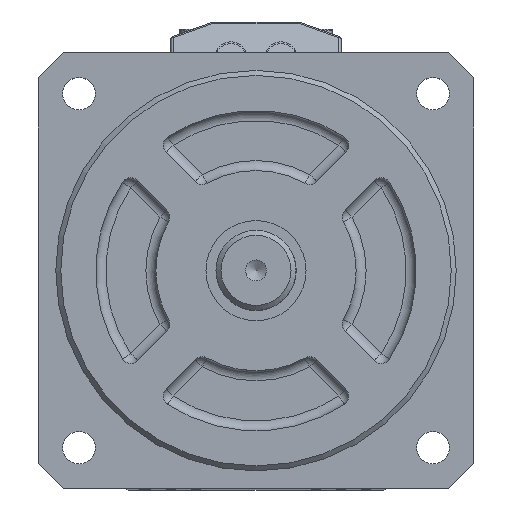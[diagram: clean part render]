
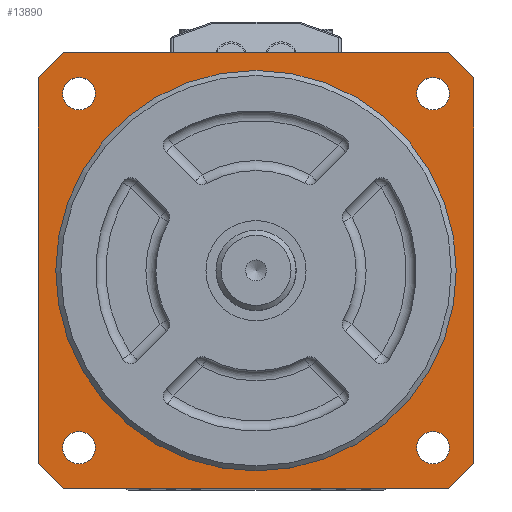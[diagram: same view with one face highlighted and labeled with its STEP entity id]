
A CAD part, top view. The second image highlights one B-rep face of the part: STEP entity #13890.
In plain terms, the highlighted planar face has unit normal (0, 0, 1).
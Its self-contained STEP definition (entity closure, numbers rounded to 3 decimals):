
#79 = CARTESIAN_POINT ( 'NONE',  ( -78.562, -197.479, -159.493 ) ) ;
#113 = ORIENTED_EDGE ( 'NONE', *, *, #8517, .T. ) ;
#138 = VERTEX_POINT ( 'NONE', #5790 ) ;
#255 = CARTESIAN_POINT ( 'NONE',  ( -0.062, -240.979, -159.493 ) ) ;
#429 = VECTOR ( 'NONE', #6514, 1000. ) ;
#511 = ORIENTED_EDGE ( 'NONE', *, *, #2275, .F. ) ;
#703 = VERTEX_POINT ( 'NONE', #15873 ) ;
#747 = DIRECTION ( 'NONE',  ( 1., 0., 0. ) ) ;
#810 = VERTEX_POINT ( 'NONE', #13410 ) ;
#1220 = CARTESIAN_POINT ( 'NONE',  ( -75.418, -276.335, -159.493 ) ) ;
#1262 = DIRECTION ( 'NONE',  ( 0., -1., 0. ) ) ;
#1379 = DIRECTION ( 'NONE',  ( 0., 1., 0. ) ) ;
#1550 = LINE ( 'NONE', #4078, #14658 ) ;
#1734 = CARTESIAN_POINT ( 'NONE',  ( -78.562, -284.479, -159.493 ) ) ;
#1847 = AXIS2_PLACEMENT_3D ( 'NONE', #3653, #11762, #13108 ) ;
#1848 = ORIENTED_EDGE ( 'NONE', *, *, #3451, .F. ) ;
#1982 = ORIENTED_EDGE ( 'NONE', *, *, #3893, .T. ) ;
#2184 = CARTESIAN_POINT ( 'NONE',  ( -4.707, -205.624, -159.493 ) ) ;
#2275 = EDGE_CURVE ( 'NONE', #16970, #16970, #16214, .T. ) ;
#2411 = EDGE_LOOP ( 'NONE', ( #3038 ) ) ;
#2488 = EDGE_CURVE ( 'NONE', #138, #703, #4421, .T. ) ;
#2561 = CARTESIAN_POINT ( 'NONE',  ( -83.562, -202.479, -159.493 ) ) ;
#2608 = CARTESIAN_POINT ( 'NONE',  ( -83.562, -202.479, -159.493 ) ) ;
#2771 = FACE_BOUND ( 'NONE', #14248, .T. ) ;
#2837 = LINE ( 'NONE', #8343, #15462 ) ;
#3038 = ORIENTED_EDGE ( 'NONE', *, *, #4845, .F. ) ;
#3113 = ORIENTED_EDGE ( 'NONE', *, *, #3472, .F. ) ;
#3135 = VERTEX_POINT ( 'NONE', #15322 ) ;
#3269 = DIRECTION ( 'NONE',  ( 0.707, 0.707, 0. ) ) ;
#3451 = EDGE_CURVE ( 'NONE', #5835, #5835, #11070, .T. ) ;
#3453 = LINE ( 'NONE', #14541, #429 ) ;
#3472 = EDGE_CURVE ( 'NONE', #4577, #4577, #7323, .T. ) ;
#3606 = CIRCLE ( 'NONE', #13399, 3.25 ) ;
#3622 = EDGE_CURVE ( 'NONE', #703, #15798, #3453, .T. ) ;
#3653 = CARTESIAN_POINT ( 'NONE',  ( -75.418, -205.624, -159.493 ) ) ;
#3750 = DIRECTION ( 'NONE',  ( -0.707, -0.707, 0. ) ) ;
#3792 = CARTESIAN_POINT ( 'NONE',  ( -40.062, -240.979, -159.493 ) ) ;
#3853 = FACE_BOUND ( 'NONE', #10415, .T. ) ;
#3893 = EDGE_CURVE ( 'NONE', #9572, #810, #17281, .T. ) ;
#4078 = CARTESIAN_POINT ( 'NONE',  ( 3.438, -202.479, -159.493 ) ) ;
#4369 = VERTEX_POINT ( 'NONE', #17184 ) ;
#4421 = LINE ( 'NONE', #2608, #17114 ) ;
#4577 = VERTEX_POINT ( 'NONE', #10161 ) ;
#4629 = DIRECTION ( 'NONE',  ( -0.707, 0.707, 0. ) ) ;
#4648 = ORIENTED_EDGE ( 'NONE', *, *, #9085, .T. ) ;
#4765 = EDGE_LOOP ( 'NONE', ( #113, #9408, #6019, #4648, #15320, #6812, #1982, #14454 ) ) ;
#4845 = EDGE_CURVE ( 'NONE', #8544, #8544, #3606, .T. ) ;
#4886 = CARTESIAN_POINT ( 'NONE',  ( -1.562, -197.479, -159.493 ) ) ;
#5062 = DIRECTION ( 'NONE',  ( 0., 0., 1. ) ) ;
#5210 = CARTESIAN_POINT ( 'NONE',  ( 0., 0., -159.493 ) ) ;
#5300 = AXIS2_PLACEMENT_3D ( 'NONE', #14465, #9048, #15845 ) ;
#5379 = DIRECTION ( 'NONE',  ( 0., 0., 1. ) ) ;
#5439 = LINE ( 'NONE', #12551, #8614 ) ;
#5450 = EDGE_CURVE ( 'NONE', #4369, #11647, #2837, .T. ) ;
#5472 = DIRECTION ( 'NONE',  ( 1., 0., 0. ) ) ;
#5476 = VERTEX_POINT ( 'NONE', #7509 ) ;
#5574 = FACE_BOUND ( 'NONE', #6859, .T. ) ;
#5759 = CARTESIAN_POINT ( 'NONE',  ( -72.168, -276.335, -159.493 ) ) ;
#5790 = CARTESIAN_POINT ( 'NONE',  ( -83.562, -202.479, -159.493 ) ) ;
#5835 = VERTEX_POINT ( 'NONE', #7275 ) ;
#6019 = ORIENTED_EDGE ( 'NONE', *, *, #3622, .T. ) ;
#6289 = CIRCLE ( 'NONE', #10614, 3.25 ) ;
#6514 = DIRECTION ( 'NONE',  ( 0.707, -0.707, 0. ) ) ;
#6812 = ORIENTED_EDGE ( 'NONE', *, *, #16979, .T. ) ;
#6859 = EDGE_LOOP ( 'NONE', ( #6867 ) ) ;
#6867 = ORIENTED_EDGE ( 'NONE', *, *, #8750, .F. ) ;
#7275 = CARTESIAN_POINT ( 'NONE',  ( -1.457, -276.335, -159.493 ) ) ;
#7321 = EDGE_CURVE ( 'NONE', #810, #5476, #8468, .T. ) ;
#7323 = CIRCLE ( 'NONE', #1847, 3.25 ) ;
#7509 = CARTESIAN_POINT ( 'NONE',  ( -78.562, -197.479, -159.493 ) ) ;
#8005 = FACE_OUTER_BOUND ( 'NONE', #4765, .T. ) ;
#8283 = FACE_BOUND ( 'NONE', #10650, .T. ) ;
#8343 = CARTESIAN_POINT ( 'NONE',  ( 3.438, -279.479, -159.493 ) ) ;
#8468 = LINE ( 'NONE', #79, #13439 ) ;
#8517 = EDGE_CURVE ( 'NONE', #5476, #138, #16028, .T. ) ;
#8544 = VERTEX_POINT ( 'NONE', #5759 ) ;
#8614 = VECTOR ( 'NONE', #9845, 1000. ) ;
#8750 = EDGE_CURVE ( 'NONE', #3135, #3135, #6289, .T. ) ;
#8824 = AXIS2_PLACEMENT_3D ( 'NONE', #5210, #14864, #14772 ) ;
#9048 = DIRECTION ( 'NONE',  ( 0., 0., 1. ) ) ;
#9085 = EDGE_CURVE ( 'NONE', #15798, #4369, #5439, .T. ) ;
#9271 = PLANE ( 'NONE',  #8824 ) ;
#9293 = DIRECTION ( 'NONE',  ( 1., 0., 0. ) ) ;
#9408 = ORIENTED_EDGE ( 'NONE', *, *, #2488, .T. ) ;
#9572 = VERTEX_POINT ( 'NONE', #15427 ) ;
#9845 = DIRECTION ( 'NONE',  ( 1., 0., 0. ) ) ;
#10161 = CARTESIAN_POINT ( 'NONE',  ( -72.168, -205.624, -159.493 ) ) ;
#10415 = EDGE_LOOP ( 'NONE', ( #1848 ) ) ;
#10614 = AXIS2_PLACEMENT_3D ( 'NONE', #2184, #15571, #747 ) ;
#10650 = EDGE_LOOP ( 'NONE', ( #511 ) ) ;
#11070 = CIRCLE ( 'NONE', #5300, 3.25 ) ;
#11647 = VERTEX_POINT ( 'NONE', #13190 ) ;
#11762 = DIRECTION ( 'NONE',  ( 0., 0., 1. ) ) ;
#12054 = VECTOR ( 'NONE', #3750, 1000. ) ;
#12551 = CARTESIAN_POINT ( 'NONE',  ( -78.562, -284.479, -159.493 ) ) ;
#13022 = AXIS2_PLACEMENT_3D ( 'NONE', #3792, #5062, #9293 ) ;
#13108 = DIRECTION ( 'NONE',  ( 1., 0., 0. ) ) ;
#13190 = CARTESIAN_POINT ( 'NONE',  ( 3.438, -279.479, -159.493 ) ) ;
#13399 = AXIS2_PLACEMENT_3D ( 'NONE', #1220, #5379, #5472 ) ;
#13410 = CARTESIAN_POINT ( 'NONE',  ( -1.562, -197.479, -159.493 ) ) ;
#13439 = VECTOR ( 'NONE', #15334, 1000. ) ;
#13890 = ADVANCED_FACE ( 'NONE', ( #2771, #3853, #17615, #8283, #8005, #5574 ), #9271, .F. ) ;
#14248 = EDGE_LOOP ( 'NONE', ( #3113 ) ) ;
#14454 = ORIENTED_EDGE ( 'NONE', *, *, #7321, .T. ) ;
#14465 = CARTESIAN_POINT ( 'NONE',  ( -4.707, -276.335, -159.493 ) ) ;
#14541 = CARTESIAN_POINT ( 'NONE',  ( -83.562, -279.479, -159.493 ) ) ;
#14658 = VECTOR ( 'NONE', #1379, 1000. ) ;
#14772 = DIRECTION ( 'NONE',  ( -1., 0., 0. ) ) ;
#14864 = DIRECTION ( 'NONE',  ( 0., 0., -1. ) ) ;
#15320 = ORIENTED_EDGE ( 'NONE', *, *, #5450, .T. ) ;
#15322 = CARTESIAN_POINT ( 'NONE',  ( -1.457, -205.624, -159.493 ) ) ;
#15334 = DIRECTION ( 'NONE',  ( -1., 0., 0. ) ) ;
#15427 = CARTESIAN_POINT ( 'NONE',  ( 3.438, -202.479, -159.493 ) ) ;
#15462 = VECTOR ( 'NONE', #3269, 1000. ) ;
#15571 = DIRECTION ( 'NONE',  ( 0., 0., 1. ) ) ;
#15701 = VECTOR ( 'NONE', #4629, 1000. ) ;
#15798 = VERTEX_POINT ( 'NONE', #1734 ) ;
#15845 = DIRECTION ( 'NONE',  ( 1., 0., 0. ) ) ;
#15873 = CARTESIAN_POINT ( 'NONE',  ( -83.562, -279.479, -159.493 ) ) ;
#16028 = LINE ( 'NONE', #2561, #12054 ) ;
#16214 = CIRCLE ( 'NONE', #13022, 40. ) ;
#16970 = VERTEX_POINT ( 'NONE', #255 ) ;
#16979 = EDGE_CURVE ( 'NONE', #11647, #9572, #1550, .T. ) ;
#17114 = VECTOR ( 'NONE', #1262, 1000. ) ;
#17184 = CARTESIAN_POINT ( 'NONE',  ( -1.562, -284.479, -159.493 ) ) ;
#17281 = LINE ( 'NONE', #4886, #15701 ) ;
#17615 = FACE_BOUND ( 'NONE', #2411, .T. ) ;
